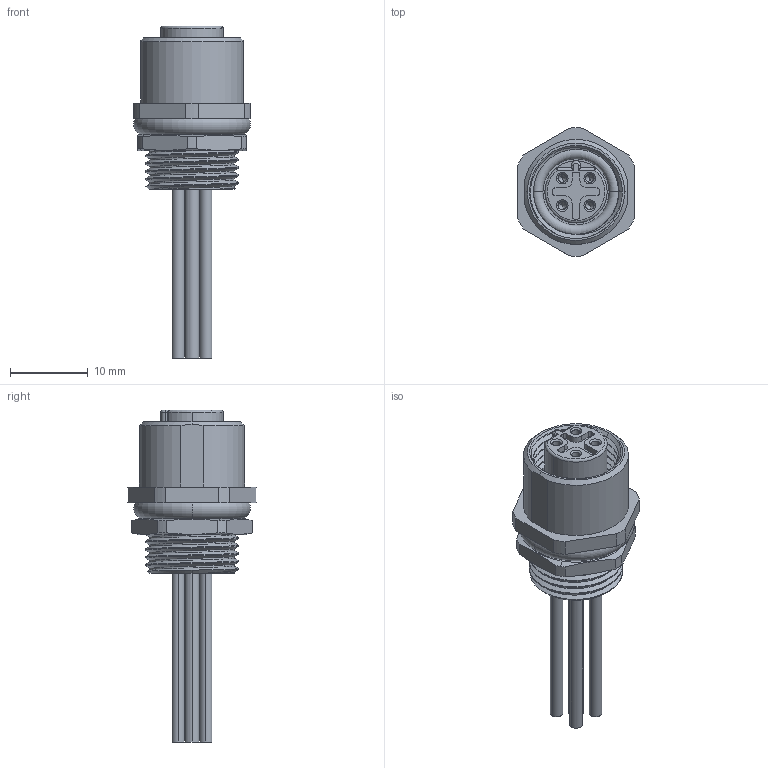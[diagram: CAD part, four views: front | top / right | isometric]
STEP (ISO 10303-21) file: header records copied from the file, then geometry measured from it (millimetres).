
FILE_DESCRIPTION (( 'STEP AP203' ), '1' );
FILE_NAME ('FCR2M12-SB04SSP0002-00.STEP', '2024-12-13T03:43:55', ( '' ), ( '' ), 'SwSTEP 2.0', 'SolidWorks 2021', '' );
FILE_SCHEMA (( 'CONFIG_CONTROL_DESIGN' ));
Length unit declared in the file: millimetre
Products named in the file (1): FCR2M12-SB04SSP0002-00
Bounding box: 15 x 16.49 x 42.67 mm (x, y, z)
Volume: 2635.2 mm3; surface area: 3655.3 mm2
Topology: 1 solids, 17 shells, 371 faces, 943 edges, 605 vertices
Faces by surface type: cylinder 160, plane 124, cone 66, torus 11, bspline 8, sphere 2
Entity records: 14686 total; most frequent: CARTESIAN_POINT 5693, DIRECTION 1924, ORIENTED_EDGE 1850, EDGE_CURVE 925, AXIS2_PLACEMENT_3D 773, VERTEX_POINT 605, EDGE_LOOP 414, CIRCLE 409
